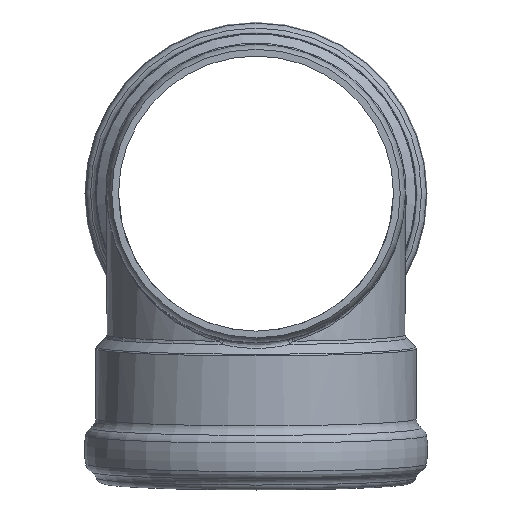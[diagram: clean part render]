
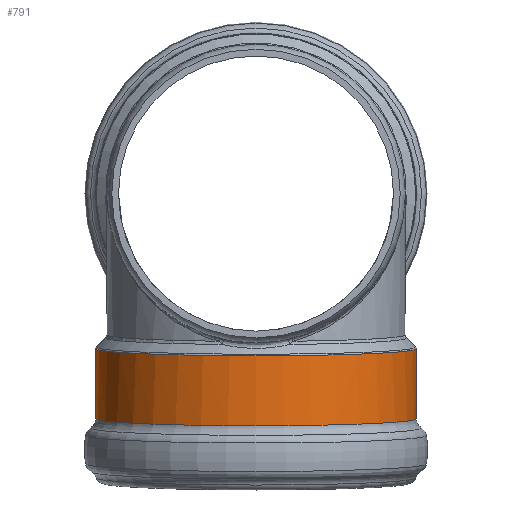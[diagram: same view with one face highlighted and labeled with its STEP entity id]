
A CAD part, front view. The second image highlights one B-rep face of the part: STEP entity #791.
In plain terms, the highlighted cylindrical face has radius 72.7 mm (diameter 145.4 mm), a full revolution.
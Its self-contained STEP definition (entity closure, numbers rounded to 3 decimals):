
#67=ELLIPSE('',#876,106.269,72.7);
#73=CYLINDRICAL_SURFACE('',#887,72.7);
#87=FACE_BOUND('',#231,.T.);
#156=FACE_OUTER_BOUND('',#230,.T.);
#230=EDGE_LOOP('',(#649));
#231=EDGE_LOOP('',(#650,#651));
#331=CIRCLE('',#873,72.7);
#337=CIRCLE('',#888,72.7);
#399=VERTEX_POINT('',#1799);
#403=VERTEX_POINT('',#2041);
#408=VERTEX_POINT('',#2218);
#494=EDGE_CURVE('',#399,#403,#331,.T.);
#497=EDGE_CURVE('',#403,#399,#67,.T.);
#503=EDGE_CURVE('',#408,#408,#337,.T.);
#649=ORIENTED_EDGE('',*,*,#503,.F.);
#650=ORIENTED_EDGE('',*,*,#494,.F.);
#651=ORIENTED_EDGE('',*,*,#497,.F.);
#791=ADVANCED_FACE('',(#156,#87),#73,.T.);
#873=AXIS2_PLACEMENT_3D('',#2108,#1047,#1048);
#876=AXIS2_PLACEMENT_3D('',#2141,#1053,#1054);
#887=AXIS2_PLACEMENT_3D('',#2217,#1075,#1076);
#888=AXIS2_PLACEMENT_3D('',#2219,#1077,#1078);
#1047=DIRECTION('center_axis',(0.,-0.044,0.999));
#1048=DIRECTION('ref_axis',(0.,-0.999,-0.044));
#1053=DIRECTION('center_axis',(0.,0.699,0.715));
#1054=DIRECTION('ref_axis',(0.,0.715,-0.699));
#1075=DIRECTION('center_axis',(0.,0.044,-0.999));
#1076=DIRECTION('ref_axis',(0.,-0.999,-0.044));
#1077=DIRECTION('center_axis',(0.,0.044,-0.999));
#1078=DIRECTION('ref_axis',(1.,0.,0.));
#1799=CARTESIAN_POINT('',(-30.364,203.065,-67.478));
#2041=CARTESIAN_POINT('',(30.364,203.065,-67.478));
#2108=CARTESIAN_POINT('Origin',(0.,137.072,-70.359));
#2141=CARTESIAN_POINT('Origin',(0.,134.,0.));
#2217=CARTESIAN_POINT('Origin',(0.,138.072,-93.269));
#2218=CARTESIAN_POINT('',(0.,65.827,-105.268));
#2219=CARTESIAN_POINT('Origin',(0.,138.458,-102.096));
